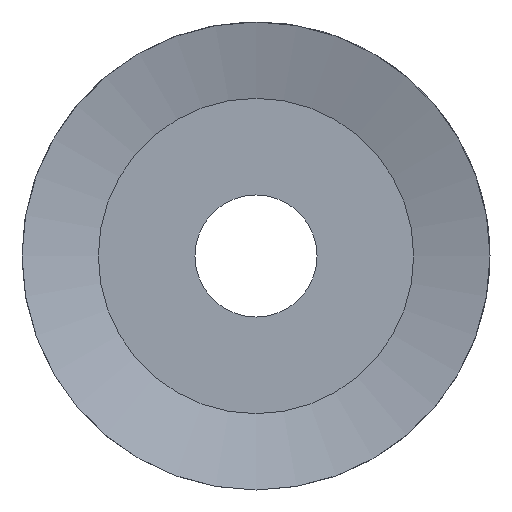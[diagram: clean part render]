
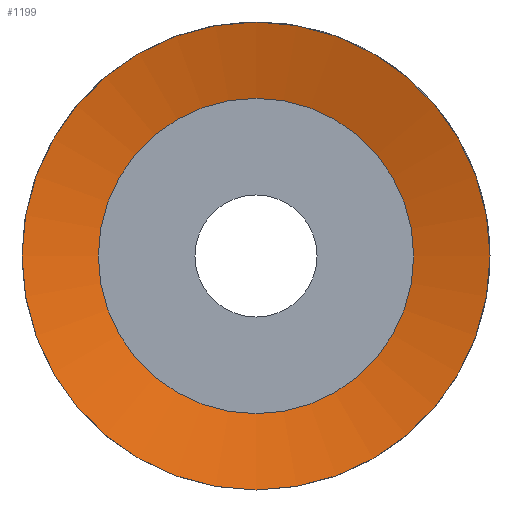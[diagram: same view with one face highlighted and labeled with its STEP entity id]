
A CAD part, left-side view. The second image highlights one B-rep face of the part: STEP entity #1199.
In plain terms, the highlighted conical face has half-angle 75 degrees and reference radius 11.5 mm.
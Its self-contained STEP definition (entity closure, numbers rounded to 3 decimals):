
#47=CONICAL_SURFACE('',#1322,11.5,1.309);
#74=CIRCLE('',#1320,11.5);
#76=CIRCLE('',#1323,7.75);
#231=ORIENTED_EDGE('',*,*,#593,.T.);
#232=ORIENTED_EDGE('',*,*,#591,.F.);
#591=EDGE_CURVE('',#772,#772,#74,.T.);
#593=EDGE_CURVE('',#774,#774,#76,.T.);
#772=VERTEX_POINT('',#2095);
#774=VERTEX_POINT('',#2100);
#946=EDGE_LOOP('',(#231));
#947=EDGE_LOOP('',(#232));
#1046=FACE_BOUND('',#946,.T.);
#1047=FACE_BOUND('',#947,.T.);
#1199=ADVANCED_FACE('',(#1046,#1047),#47,.F.);
#1320=AXIS2_PLACEMENT_3D('',#2094,#1597,#1598);
#1322=AXIS2_PLACEMENT_3D('',#2098,#1601,#1602);
#1323=AXIS2_PLACEMENT_3D('',#2099,#1603,#1604);
#1597=DIRECTION('',(1.,0.,0.));
#1598=DIRECTION('',(0.,0.,-1.));
#1601=DIRECTION('',(-1.,0.,0.));
#1602=DIRECTION('',(0.,0.,1.));
#1603=DIRECTION('',(1.,0.,0.));
#1604=DIRECTION('',(0.,0.,-1.));
#2094=CARTESIAN_POINT('',(-0.211,0.,0.));
#2095=CARTESIAN_POINT('',(-0.211,0.,-11.5));
#2098=CARTESIAN_POINT('',(-0.211,0.,0.));
#2099=CARTESIAN_POINT('',(0.794,0.,0.));
#2100=CARTESIAN_POINT('',(0.794,0.,-7.75));
